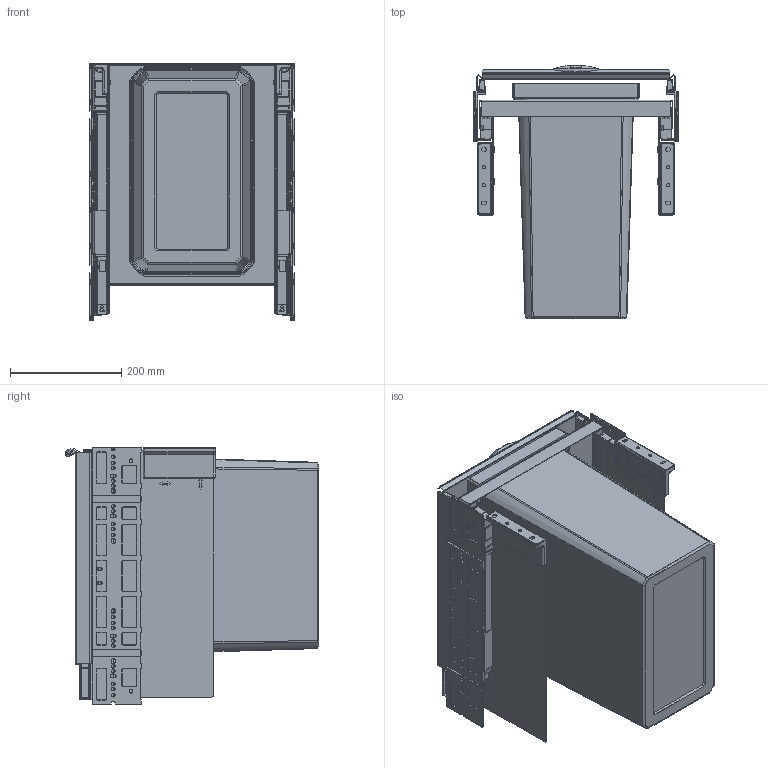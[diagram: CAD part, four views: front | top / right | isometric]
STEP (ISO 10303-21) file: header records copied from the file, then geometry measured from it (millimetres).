
FILE_DESCRIPTION(('STEP AP214'),'1');
FILE_NAME('8012311_V Cox Base 460 S_400-1.STP','2024-08-13T07:54:04',(' '),(' '),'Spatial InterOp 3D',' ',' ');
FILE_SCHEMA(('AUTOMOTIVE_DESIGN { 1 0 10303 214 1 1 1 1 }'));
Length unit declared in the file: millimetre
Products named in the file (1): 3D-Objekt
Bounding box: 368 x 455.76 x 464 mm (x, y, z)
Volume: 3209240 mm3; surface area: 2695386.6 mm2
Topology: 28 solids, 30 shells, 3952 faces, 10184 edges, 6362 vertices
Faces by surface type: plane 1672, cylinder 1546, torus 530, sphere 74, bspline 68, cone 62
Entity records: 174588 total; most frequent: CARTESIAN_POINT 25058, DIRECTION 21666, ORIENTED_EDGE 20320, EDGE_CURVE 10160, STYLED_ITEM 9589, PRESENTATION_STYLE_ASSIGNMENT 9589, COLOUR_RGB 9589, CURVE_STYLE 8853
